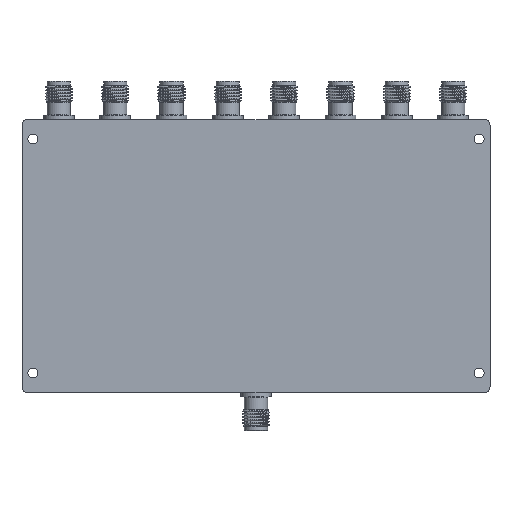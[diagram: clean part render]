
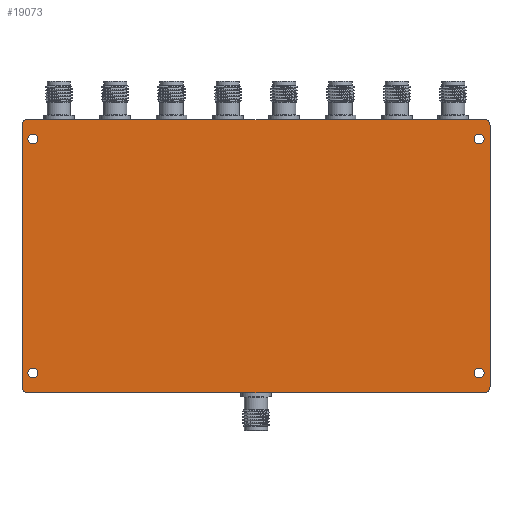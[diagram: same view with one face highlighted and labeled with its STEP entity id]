
A CAD part, front view. The second image highlights one B-rep face of the part: STEP entity #19073.
In plain terms, the highlighted planar face has unit normal (0, -1, 0).
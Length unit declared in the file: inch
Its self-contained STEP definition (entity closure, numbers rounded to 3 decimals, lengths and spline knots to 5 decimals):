
#51 = CIRCLE ( 'NONE', #15718, 0.04528 ) ;
#744 = ORIENTED_EDGE ( 'NONE', *, *, #1357, .T. ) ;
#1189 = EDGE_LOOP ( 'NONE', ( #25417, #41607, #43731, #27552, #42031, #27993, #20138, #10646 ) ) ;
#1357 = EDGE_CURVE ( 'NONE', #33865, #27280, #50670, .T. ) ;
#1510 = CIRCLE ( 'NONE', #27897, 0.04528 ) ;
#1939 = FACE_BOUND ( 'NONE', #31331, .T. ) ;
#2115 = ORIENTED_EDGE ( 'NONE', *, *, #14884, .T. ) ;
#2260 = DIRECTION ( 'NONE',  ( 0., 1., 0. ) ) ;
#2606 = DIRECTION ( 'NONE',  ( 0., 0., 1. ) ) ;
#2694 = EDGE_LOOP ( 'NONE', ( #2115, #744 ) ) ;
#2795 = EDGE_CURVE ( 'NONE', #41923, #27241, #6117, .T. ) ;
#2911 = DIRECTION ( 'NONE',  ( 0., 1., 0. ) ) ;
#2963 = EDGE_LOOP ( 'NONE', ( #45824, #12190 ) ) ;
#3685 = ORIENTED_EDGE ( 'NONE', *, *, #16516, .T. ) ;
#4115 = DIRECTION ( 'NONE',  ( 0., 1., 0. ) ) ;
#4184 = CARTESIAN_POINT ( 'NONE',  ( 2.02756, -0.19685, 1.10827 ) ) ;
#6116 = CARTESIAN_POINT ( 'NONE',  ( 2.02756, -0.19685, 1.06299 ) ) ;
#6117 = CIRCLE ( 'NONE', #34961, 0.05 ) ;
#6368 = DIRECTION ( 'NONE',  ( 0., 1., 0. ) ) ;
#6787 = EDGE_CURVE ( 'NONE', #45080, #49648, #35872, .T. ) ;
#7053 = VERTEX_POINT ( 'NONE', #4184 ) ;
#7708 = DIRECTION ( 'NONE',  ( 0., 0., 1. ) ) ;
#7856 = DIRECTION ( 'NONE',  ( 0., 0., -1. ) ) ;
#8754 = DIRECTION ( 'NONE',  ( 0., 1., 0. ) ) ;
#8860 = CARTESIAN_POINT ( 'NONE',  ( -2.07598, -0.19685, 1.24016 ) ) ;
#9032 = ORIENTED_EDGE ( 'NONE', *, *, #16761, .T. ) ;
#9936 = FACE_BOUND ( 'NONE', #2963, .T. ) ;
#9985 = EDGE_CURVE ( 'NONE', #27241, #19163, #34438, .T. ) ;
#10646 = ORIENTED_EDGE ( 'NONE', *, *, #43277, .F. ) ;
#10670 = CARTESIAN_POINT ( 'NONE',  ( -2.02756, -0.19685, 1.06299 ) ) ;
#10705 = FACE_BOUND ( 'NONE', #30908, .T. ) ;
#11619 = DIRECTION ( 'NONE',  ( 0., 0., 1. ) ) ;
#12190 = ORIENTED_EDGE ( 'NONE', *, *, #38101, .T. ) ;
#13560 = FACE_BOUND ( 'NONE', #2694, .T. ) ;
#13817 = FACE_OUTER_BOUND ( 'NONE', #1189, .T. ) ;
#13956 = DIRECTION ( 'NONE',  ( 0., 0., 1. ) ) ;
#14035 = DIRECTION ( 'NONE',  ( 0., 0., 1. ) ) ;
#14884 = EDGE_CURVE ( 'NONE', #27280, #33865, #16053, .T. ) ;
#15126 = ORIENTED_EDGE ( 'NONE', *, *, #6787, .T. ) ;
#15718 = AXIS2_PLACEMENT_3D ( 'NONE', #43029, #19062, #7708 ) ;
#15758 = LINE ( 'NONE', #40477, #50448 ) ;
#16004 = DIRECTION ( 'NONE',  ( 0., 1., 0. ) ) ;
#16053 = CIRCLE ( 'NONE', #44857, 0.04528 ) ;
#16255 = CARTESIAN_POINT ( 'NONE',  ( 2.07598, -0.19685, 1.19016 ) ) ;
#16476 = CARTESIAN_POINT ( 'NONE',  ( -2.07598, -0.19685, -1.24016 ) ) ;
#16503 = CARTESIAN_POINT ( 'NONE',  ( -2.02756, -0.19685, 1.06299 ) ) ;
#16516 = EDGE_CURVE ( 'NONE', #49648, #45080, #51, .T. ) ;
#16654 = CARTESIAN_POINT ( 'NONE',  ( 2.02756, -0.19685, -1.01772 ) ) ;
#16761 = EDGE_CURVE ( 'NONE', #7053, #35542, #42978, .T. ) ;
#17347 = AXIS2_PLACEMENT_3D ( 'NONE', #41464, #2260, #32995 ) ;
#17482 = CARTESIAN_POINT ( 'NONE',  ( 2.07598, -0.19685, 1.24016 ) ) ;
#17943 = CARTESIAN_POINT ( 'NONE',  ( 2.07598, -0.19685, -1.19016 ) ) ;
#17985 = CIRCLE ( 'NONE', #31174, 0.05 ) ;
#18408 = CARTESIAN_POINT ( 'NONE',  ( 2.02756, -0.19685, -1.06299 ) ) ;
#18413 = EDGE_CURVE ( 'NONE', #35542, #7053, #37065, .T. ) ;
#18444 = DIRECTION ( 'NONE',  ( 0., 0., -1. ) ) ;
#18618 = DIRECTION ( 'NONE',  ( 0., 1., 0. ) ) ;
#18707 = DIRECTION ( 'NONE',  ( 0., 0., -1. ) ) ;
#18961 = DIRECTION ( 'NONE',  ( 0., 1., 0. ) ) ;
#19062 = DIRECTION ( 'NONE',  ( 0., 1., 0. ) ) ;
#19073 = ADVANCED_FACE ( 'NONE', ( #9936, #1939, #13817, #13560, #10705 ), #41136, .T. ) ;
#19163 = VERTEX_POINT ( 'NONE', #49654 ) ;
#19632 = DIRECTION ( 'NONE',  ( 1., 0., 0. ) ) ;
#19841 = AXIS2_PLACEMENT_3D ( 'NONE', #6116, #6368, #34243 ) ;
#19922 = EDGE_CURVE ( 'NONE', #19163, #32620, #46956, .T. ) ;
#20031 = VECTOR ( 'NONE', #18444, 39.37008 ) ;
#20138 = ORIENTED_EDGE ( 'NONE', *, *, #50211, .F. ) ;
#20198 = AXIS2_PLACEMENT_3D ( 'NONE', #48522, #33310, #13956 ) ;
#22771 = CARTESIAN_POINT ( 'NONE',  ( -2.12598, -0.19685, 1.19016 ) ) ;
#23228 = CARTESIAN_POINT ( 'NONE',  ( 2.02756, -0.19685, -1.10827 ) ) ;
#23759 = ORIENTED_EDGE ( 'NONE', *, *, #18413, .T. ) ;
#24483 = CARTESIAN_POINT ( 'NONE',  ( 2.12598, -0.19685, 1.19016 ) ) ;
#25189 = DIRECTION ( 'NONE',  ( 0., 0., 1. ) ) ;
#25417 = ORIENTED_EDGE ( 'NONE', *, *, #19922, .F. ) ;
#25525 = AXIS2_PLACEMENT_3D ( 'NONE', #17943, #30320, #18707 ) ;
#25900 = DIRECTION ( 'NONE',  ( 0., 0., 1. ) ) ;
#25917 = VERTEX_POINT ( 'NONE', #22771 ) ;
#26440 = CARTESIAN_POINT ( 'NONE',  ( -2.02756, -0.19685, -1.10827 ) ) ;
#27172 = CARTESIAN_POINT ( 'NONE',  ( -2.07598, -0.19685, -1.24016 ) ) ;
#27241 = VERTEX_POINT ( 'NONE', #24483 ) ;
#27280 = VERTEX_POINT ( 'NONE', #26440 ) ;
#27484 = VERTEX_POINT ( 'NONE', #8860 ) ;
#27552 = ORIENTED_EDGE ( 'NONE', *, *, #48205, .F. ) ;
#27681 = AXIS2_PLACEMENT_3D ( 'NONE', #18408, #2911, #25900 ) ;
#27682 = VERTEX_POINT ( 'NONE', #50858 ) ;
#27897 = AXIS2_PLACEMENT_3D ( 'NONE', #16503, #8754, #40212 ) ;
#27993 = ORIENTED_EDGE ( 'NONE', *, *, #43498, .F. ) ;
#28800 = CARTESIAN_POINT ( 'NONE',  ( 2.02756, -0.19685, 1.06299 ) ) ;
#29336 = CARTESIAN_POINT ( 'NONE',  ( -2.12598, -0.19685, -1.19016 ) ) ;
#30320 = DIRECTION ( 'NONE',  ( 0., -1., 0. ) ) ;
#30908 = EDGE_LOOP ( 'NONE', ( #23759, #9032 ) ) ;
#31174 = AXIS2_PLACEMENT_3D ( 'NONE', #43178, #18961, #7856 ) ;
#31331 = EDGE_LOOP ( 'NONE', ( #15126, #3685 ) ) ;
#32620 = VERTEX_POINT ( 'NONE', #40856 ) ;
#32995 = DIRECTION ( 'NONE',  ( 0., 0., -1. ) ) ;
#33310 = DIRECTION ( 'NONE',  ( 0., 1., 0. ) ) ;
#33865 = VERTEX_POINT ( 'NONE', #35678 ) ;
#34243 = DIRECTION ( 'NONE',  ( 0., 0., 1. ) ) ;
#34438 = LINE ( 'NONE', #45508, #20031 ) ;
#34961 = AXIS2_PLACEMENT_3D ( 'NONE', #16255, #4115, #48201 ) ;
#35542 = VERTEX_POINT ( 'NONE', #36759 ) ;
#35678 = CARTESIAN_POINT ( 'NONE',  ( -2.02756, -0.19685, -1.01772 ) ) ;
#35872 = CIRCLE ( 'NONE', #27681, 0.04528 ) ;
#36072 = DIRECTION ( 'NONE',  ( -1., 0., 0. ) ) ;
#36432 = CIRCLE ( 'NONE', #47945, 0.05 ) ;
#36759 = CARTESIAN_POINT ( 'NONE',  ( 2.02756, -0.19685, 1.01772 ) ) ;
#36864 = AXIS2_PLACEMENT_3D ( 'NONE', #10670, #41355, #14035 ) ;
#37065 = CIRCLE ( 'NONE', #46924, 0.04528 ) ;
#37082 = DIRECTION ( 'NONE',  ( 0., 0., 1. ) ) ;
#37811 = EDGE_CURVE ( 'NONE', #25917, #27484, #17985, .T. ) ;
#38100 = CARTESIAN_POINT ( 'NONE',  ( -2.12598, -0.19685, 1.19016 ) ) ;
#38101 = EDGE_CURVE ( 'NONE', #27682, #41781, #1510, .T. ) ;
#38892 = VERTEX_POINT ( 'NONE', #27172 ) ;
#39538 = EDGE_CURVE ( 'NONE', #41781, #27682, #46831, .T. ) ;
#40127 = DIRECTION ( 'NONE',  ( 0., 1., 0. ) ) ;
#40212 = DIRECTION ( 'NONE',  ( 0., 0., 1. ) ) ;
#40477 = CARTESIAN_POINT ( 'NONE',  ( -2.07598, -0.19685, 1.24016 ) ) ;
#40856 = CARTESIAN_POINT ( 'NONE',  ( 2.07598, -0.19685, -1.24016 ) ) ;
#41136 = PLANE ( 'NONE',  #25525 ) ;
#41355 = DIRECTION ( 'NONE',  ( 0., 1., 0. ) ) ;
#41464 = CARTESIAN_POINT ( 'NONE',  ( 2.07598, -0.19685, -1.19016 ) ) ;
#41607 = ORIENTED_EDGE ( 'NONE', *, *, #9985, .F. ) ;
#41781 = VERTEX_POINT ( 'NONE', #42577 ) ;
#41923 = VERTEX_POINT ( 'NONE', #17482 ) ;
#42031 = ORIENTED_EDGE ( 'NONE', *, *, #37811, .F. ) ;
#42577 = CARTESIAN_POINT ( 'NONE',  ( -2.02756, -0.19685, 1.01772 ) ) ;
#42978 = CIRCLE ( 'NONE', #19841, 0.04528 ) ;
#43029 = CARTESIAN_POINT ( 'NONE',  ( 2.02756, -0.19685, -1.06299 ) ) ;
#43178 = CARTESIAN_POINT ( 'NONE',  ( -2.07598, -0.19685, 1.19016 ) ) ;
#43277 = EDGE_CURVE ( 'NONE', #32620, #38892, #44051, .T. ) ;
#43325 = CARTESIAN_POINT ( 'NONE',  ( -2.02756, -0.19685, -1.06299 ) ) ;
#43498 = EDGE_CURVE ( 'NONE', #48870, #25917, #49711, .T. ) ;
#43731 = ORIENTED_EDGE ( 'NONE', *, *, #2795, .F. ) ;
#44051 = LINE ( 'NONE', #16476, #50336 ) ;
#44857 = AXIS2_PLACEMENT_3D ( 'NONE', #43325, #16004, #11619 ) ;
#45080 = VERTEX_POINT ( 'NONE', #23228 ) ;
#45426 = CARTESIAN_POINT ( 'NONE',  ( -2.07598, -0.19685, -1.19016 ) ) ;
#45508 = CARTESIAN_POINT ( 'NONE',  ( 2.12598, -0.19685, 1.19016 ) ) ;
#45824 = ORIENTED_EDGE ( 'NONE', *, *, #39538, .T. ) ;
#46831 = CIRCLE ( 'NONE', #36864, 0.04528 ) ;
#46924 = AXIS2_PLACEMENT_3D ( 'NONE', #28800, #40127, #25189 ) ;
#46956 = CIRCLE ( 'NONE', #17347, 0.05 ) ;
#47945 = AXIS2_PLACEMENT_3D ( 'NONE', #45426, #18618, #2606 ) ;
#48201 = DIRECTION ( 'NONE',  ( 0., 0., 1. ) ) ;
#48205 = EDGE_CURVE ( 'NONE', #27484, #41923, #15758, .T. ) ;
#48522 = CARTESIAN_POINT ( 'NONE',  ( -2.02756, -0.19685, -1.06299 ) ) ;
#48685 = VECTOR ( 'NONE', #37082, 39.37008 ) ;
#48870 = VERTEX_POINT ( 'NONE', #29336 ) ;
#49648 = VERTEX_POINT ( 'NONE', #16654 ) ;
#49654 = CARTESIAN_POINT ( 'NONE',  ( 2.12598, -0.19685, -1.19016 ) ) ;
#49711 = LINE ( 'NONE', #38100, #48685 ) ;
#50211 = EDGE_CURVE ( 'NONE', #38892, #48870, #36432, .T. ) ;
#50336 = VECTOR ( 'NONE', #36072, 39.37008 ) ;
#50448 = VECTOR ( 'NONE', #19632, 39.37008 ) ;
#50670 = CIRCLE ( 'NONE', #20198, 0.04528 ) ;
#50858 = CARTESIAN_POINT ( 'NONE',  ( -2.02756, -0.19685, 1.10827 ) ) ;
